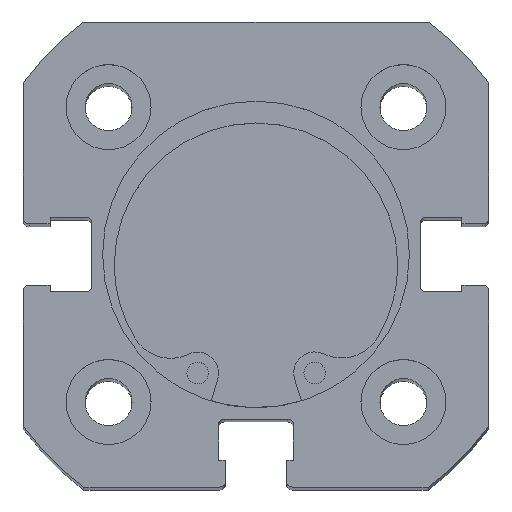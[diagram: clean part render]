
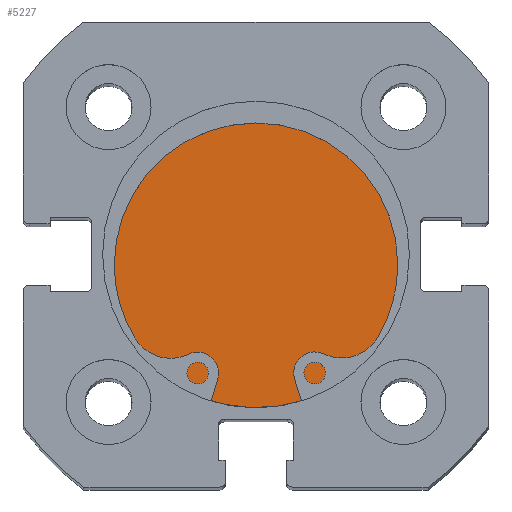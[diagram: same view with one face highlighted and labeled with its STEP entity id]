
A CAD part, top view. The second image highlights one B-rep face of the part: STEP entity #5227.
In plain terms, the highlighted face is planar.
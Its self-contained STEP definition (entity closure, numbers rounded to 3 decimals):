
#504 = CARTESIAN_POINT ( 'NONE',  ( 6., 0., 13.5 ) ) ;
#505 = CARTESIAN_POINT ( 'NONE',  ( 6., 0., -13.5 ) ) ;
#558 = VERTEX_POINT ( 'NONE', #505 ) ;
#559 = VERTEX_POINT ( 'NONE', #504 ) ;
#1329 = EDGE_CURVE ( 'NONE', #558, #559, #4270, .T. ) ;
#1373 = EDGE_CURVE ( 'NONE', #559, #558, #4332, .T. ) ;
#2255 = CARTESIAN_POINT ( 'NONE',  ( 6., 0., 0. ) ) ;
#2261 = DIRECTION ( 'NONE',  ( -1., 0., 0. ) ) ;
#2262 = DIRECTION ( 'NONE',  ( 0., 0., 1. ) ) ;
#2369 = CARTESIAN_POINT ( 'NONE',  ( 6., 0., 0. ) ) ;
#2378 = DIRECTION ( 'NONE',  ( -1., 0., 0. ) ) ;
#2379 = DIRECTION ( 'NONE',  ( 0., 0., 1. ) ) ;
#3016 = CARTESIAN_POINT ( 'NONE',  ( 6., 13.5, 0. ) ) ;
#3017 = PLANE ( 'NONE',  #4967 ) ;
#3019 = DIRECTION ( 'NONE',  ( -1., 0., 0. ) ) ;
#3020 = DIRECTION ( 'NONE',  ( 0., 0., 1. ) ) ;
#3422 = FACE_OUTER_BOUND ( 'NONE', #5542, .T. ) ;
#3719 = ORIENTED_EDGE ( 'NONE', *, *, #1329, .F. ) ;
#3720 = ORIENTED_EDGE ( 'NONE', *, *, #1373, .F. ) ;
#4270 = CIRCLE ( 'NONE', #4760, 13.5 ) ;
#4332 = CIRCLE ( 'NONE', #4805, 13.5 ) ;
#4760 = AXIS2_PLACEMENT_3D ( 'NONE', #2255, #2261, #2262 ) ;
#4805 = AXIS2_PLACEMENT_3D ( 'NONE', #2369, #2378, #2379 ) ;
#4967 = AXIS2_PLACEMENT_3D ( 'NONE', #3016, #3019, #3020 ) ;
#5227 = ADVANCED_FACE ( 'NONE', ( #3422 ), #3017, .F. ) ;
#5542 = EDGE_LOOP ( 'NONE', ( #3720, #3719 ) ) ;
